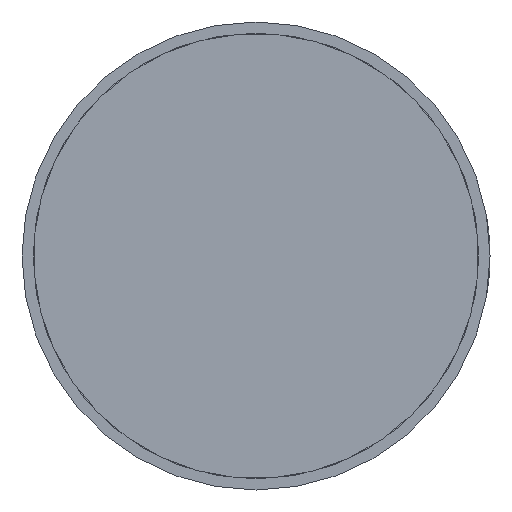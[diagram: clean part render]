
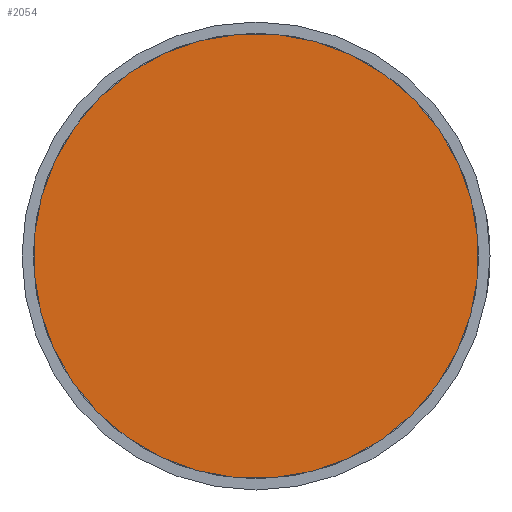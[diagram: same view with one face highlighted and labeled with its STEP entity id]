
A CAD part, front view. The second image highlights one B-rep face of the part: STEP entity #2054.
In plain terms, the highlighted planar face has unit normal (0, -1, 0).
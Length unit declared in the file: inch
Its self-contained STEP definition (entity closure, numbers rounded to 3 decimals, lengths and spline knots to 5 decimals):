
#79 = PLANE ( 'NONE',  #1156 ) ;
#128 = ORIENTED_EDGE ( 'NONE', *, *, #349, .T. ) ;
#219 = CIRCLE ( 'NONE', #951, 1.4975 ) ;
#231 = EDGE_LOOP ( 'NONE', ( #128, #1535 ) ) ;
#287 = EDGE_CURVE ( 'NONE', #374, #1153, #219, .T. ) ;
#349 = EDGE_CURVE ( 'NONE', #1153, #374, #923, .T. ) ;
#374 = VERTEX_POINT ( 'NONE', #2076 ) ;
#665 = AXIS2_PLACEMENT_3D ( 'NONE', #762, #1449, #2173 ) ;
#762 = CARTESIAN_POINT ( 'NONE',  ( 0., -0.039, 0. ) ) ;
#923 = CIRCLE ( 'NONE', #665, 1.4975 ) ;
#951 = AXIS2_PLACEMENT_3D ( 'NONE', #1074, #1773, #1806 ) ;
#1074 = CARTESIAN_POINT ( 'NONE',  ( 0., -0.039, 0. ) ) ;
#1153 = VERTEX_POINT ( 'NONE', #1227 ) ;
#1156 = AXIS2_PLACEMENT_3D ( 'NONE', #1377, #1402, #1911 ) ;
#1227 = CARTESIAN_POINT ( 'NONE',  ( 0.39801, -0.039, 1.44364 ) ) ;
#1377 = CARTESIAN_POINT ( 'NONE',  ( 0., -0.039, 0. ) ) ;
#1402 = DIRECTION ( 'NONE',  ( 0., -1., 0. ) ) ;
#1449 = DIRECTION ( 'NONE',  ( 0., -1., 0. ) ) ;
#1480 = FACE_OUTER_BOUND ( 'NONE', #231, .T. ) ;
#1535 = ORIENTED_EDGE ( 'NONE', *, *, #287, .T. ) ;
#1773 = DIRECTION ( 'NONE',  ( 0., -1., 0. ) ) ;
#1806 = DIRECTION ( 'NONE',  ( 0., 0., -1. ) ) ;
#1911 = DIRECTION ( 'NONE',  ( 0., 0., -1. ) ) ;
#2054 = ADVANCED_FACE ( 'NONE', ( #1480 ), #79, .T. ) ;
#2076 = CARTESIAN_POINT ( 'NONE',  ( -0.39801, -0.039, -1.44364 ) ) ;
#2173 = DIRECTION ( 'NONE',  ( 0., 0., -1. ) ) ;
